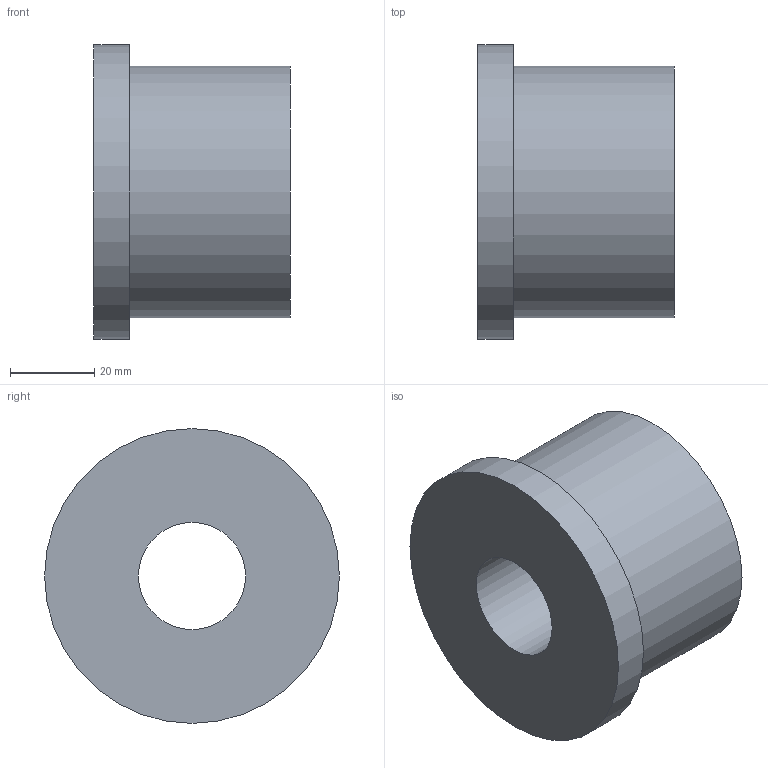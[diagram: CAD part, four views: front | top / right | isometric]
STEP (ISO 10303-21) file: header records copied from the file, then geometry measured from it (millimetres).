
FILE_DESCRIPTION( ( '' ), ' ' );
FILE_NAME( '5daae890bbc94b14536701fd.step', '2019-10-19T10:42:24', ( '' ), ( '' ), ' ', ' ', ' ' );
FILE_SCHEMA( ( 'AUTOMOTIVE_DESIGN { 1 0 10303 214 1 1 1 1 }' ) );
Length unit declared in the file: metre
Products named in the file (1): Part 23
Bounding box: 46.48 x 69.85 x 69.85 mm (x, y, z)
Volume: 115181.8 mm3; surface area: 19343.6 mm2
Topology: 1 solids, 1 shells, 6 faces, 9 edges, 6 vertices
Faces by surface type: cylinder 3, plane 3
Full cylindrical faces by diameter (mm): 25.4 x1, 59.69 x1, 69.85 x1
Entity records: 192 total; most frequent: DIRECTION 26, CARTESIAN_POINT 19, AXIS2_PLACEMENT_3D 13, EDGE_LOOP 12, ORIENTED_EDGE 12, FACE_OUTER_BOUND 9, STYLED_ITEM 6, PRESENTATION_STYLE_ASSIGNMENT 6
